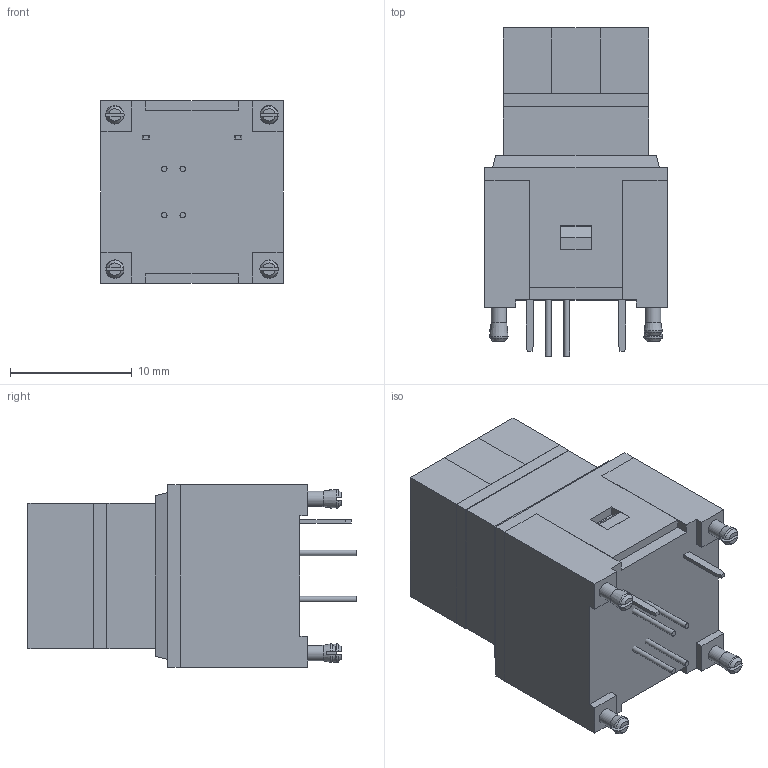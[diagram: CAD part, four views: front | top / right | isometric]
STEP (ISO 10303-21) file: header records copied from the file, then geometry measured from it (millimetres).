
FILE_DESCRIPTION(/* description */ ('STEP AP214'),/* implementation_level */ '2;1');
FILE_NAME(/* name */ 'KP0115ACAKG03RGBP-1FJB',/* time_stamp */ '2025-05-31T16:14:59+02:00',/* author */ ('License CC BY-ND 4.0'),/* organization */ ('CADENAS'),/* preprocessor_version */ 'ST-DEVELOPER v19.3',/* originating_system */ 'PARTsolutions',/* authorisation */ ' ');
FILE_SCHEMA (('AUTOMOTIVE_DESIGN {1 0 10303 214 3 1 1}'));
Length unit declared in the file: inch
Products named in the file (9): KP0115ACAKG03RGBP-1FJB; KP0115ACAKG036CF1FH; AT3083-RED-1/3; AT3083-GREEN-1/3; AT3083-BLUE-1/3; kp_standard_coverAP; LEDT; LED1; block-1
Assembly tree (12 placements, depth 2):
  KP0115ACAKG03RGBP-1FJB
    KP0115ACAKG036CF1FH
    AT3083-RED-1/3
    AT3083-GREEN-1/3
    AT3083-BLUE-1/3
    kp_standard_coverAP
    LEDT  x2
    LED1  x4
    block-1
Bounding box: 15.01 x 27 x 15.01 mm (x, y, z)
Volume: 4562.9 mm3; surface area: 3515.3 mm2
Topology: 12 solids, 12 shells, 180 faces, 436 edges, 290 vertices
Faces by surface type: plane 154, cone 12, cylinder 8, torus 6
Full cylindrical faces by diameter (mm): 0.457 x4, 1.27 x4
Entity records: 4998 total; most frequent: CARTESIAN_POINT 950, ORIENTED_EDGE 780, DIRECTION 742, EDGE_CURVE 390, LINE 310, VECTOR 310, VERTEX_POINT 264, AXIS2_PLACEMENT_3D 216
